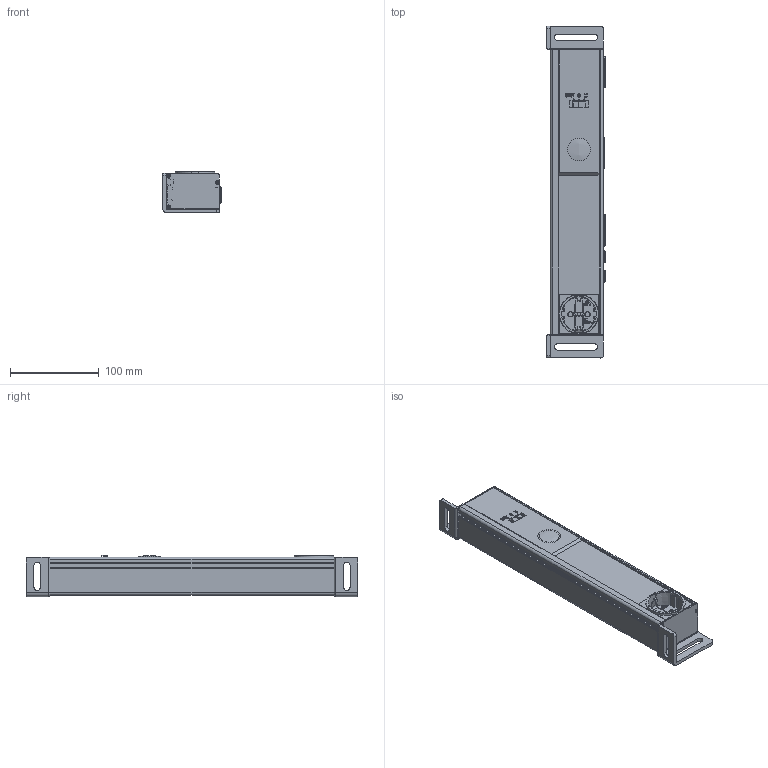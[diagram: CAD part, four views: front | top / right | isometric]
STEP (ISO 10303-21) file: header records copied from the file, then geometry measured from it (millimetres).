
FILE_DESCRIPTION(/* description */ (''),/* implementation_level */ '2;1');
FILE_NAME(/* name */ '109304_LED-A-325-ST-E.stp',/* time_stamp */ '2022-01-19T11:39:16+01:00',/* author */ ('CAD'),/* organization */ (''),/* preprocessor_version */ 'ST-DEVELOPER v15.6',/* originating_system */ 'Autodesk Inventor 2015',/* authorisation */ '');
FILE_SCHEMA (('AUTOMOTIVE_DESIGN { 1 0 10303 214 3 1 1 }'));
Products named in the file (1): 109304_LED-A-325-ST-E_Shrinkwrap_1
Bounding box: 66 x 375 x 46.7 mm (x, y, z)
Surface area: 165649 mm2 (no closed solid volume)
Topology: 0 solids, 95 shells, 2083 faces, 6620 edges, 4591 vertices
Faces by surface type: plane 1584, cylinder 372, bspline 60, cone 45, sphere 20, torus 2
Full cylindrical faces by diameter (mm): 2.797 x1, 2.8 x2, 5.5 x2
Entity records: 75899 total; most frequent: CARTESIAN_POINT 16918, ORIENTED_EDGE 11747, DIRECTION 11419, EDGE_CURVE 6595, LINE 5451, VECTOR 5451, VERTEX_POINT 4591, AXIS2_PLACEMENT_3D 2984
